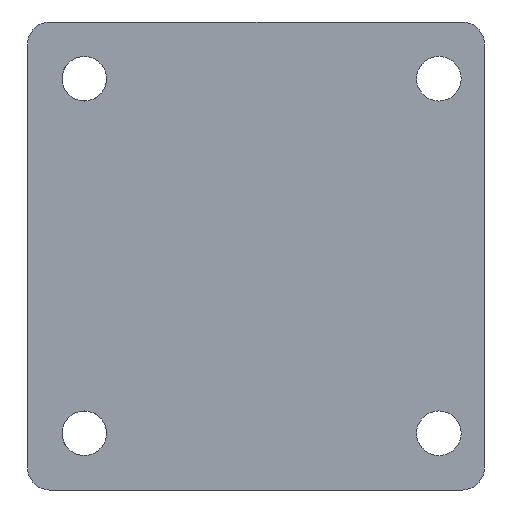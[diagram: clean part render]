
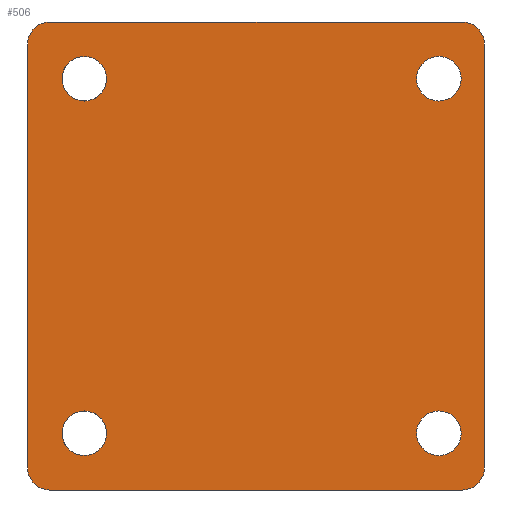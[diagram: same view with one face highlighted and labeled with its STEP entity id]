
A CAD part, front view. The second image highlights one B-rep face of the part: STEP entity #506.
In plain terms, the highlighted planar face has unit normal (0, -1, 0).
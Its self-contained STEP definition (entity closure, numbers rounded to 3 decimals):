
#17=FACE_BOUND('',#105,.T.);
#18=FACE_BOUND('',#106,.T.);
#19=FACE_BOUND('',#107,.T.);
#20=FACE_BOUND('',#108,.T.);
#30=CIRCLE('',#546,2.);
#34=CIRCLE('',#553,2.);
#35=CIRCLE('',#555,2.);
#36=CIRCLE('',#558,2.);
#37=CIRCLE('',#560,2.);
#38=CIRCLE('',#562,2.);
#39=CIRCLE('',#564,2.);
#40=CIRCLE('',#566,2.);
#78=FACE_OUTER_BOUND('',#104,.T.);
#104=EDGE_LOOP('',(#457,#458,#459,#460,#461,#462,#463,#464));
#105=EDGE_LOOP('',(#465));
#106=EDGE_LOOP('',(#466));
#107=EDGE_LOOP('',(#467));
#108=EDGE_LOOP('',(#468));
#136=LINE('',#812,#184);
#143=LINE('',#833,#191);
#155=LINE('',#865,#203);
#156=LINE('',#867,#204);
#184=VECTOR('',#639,10.);
#191=VECTOR('',#664,10.);
#203=VECTOR('',#706,10.);
#204=VECTOR('',#709,10.);
#239=VERTEX_POINT('',#802);
#240=VERTEX_POINT('',#804);
#242=VERTEX_POINT('',#810);
#244=VERTEX_POINT('',#821);
#245=VERTEX_POINT('',#825);
#246=VERTEX_POINT('',#827);
#247=VERTEX_POINT('',#831);
#248=VERTEX_POINT('',#835);
#249=VERTEX_POINT('',#839);
#250=VERTEX_POINT('',#843);
#251=VERTEX_POINT('',#847);
#252=VERTEX_POINT('',#851);
#290=EDGE_CURVE('',#239,#240,#30,.T.);
#294=EDGE_CURVE('',#239,#242,#136,.T.);
#301=EDGE_CURVE('',#244,#242,#34,.T.);
#303=EDGE_CURVE('',#245,#246,#35,.T.);
#306=EDGE_CURVE('',#245,#247,#143,.T.);
#308=EDGE_CURVE('',#248,#247,#36,.T.);
#310=EDGE_CURVE('',#249,#249,#37,.T.);
#312=EDGE_CURVE('',#250,#250,#38,.T.);
#314=EDGE_CURVE('',#251,#251,#39,.T.);
#316=EDGE_CURVE('',#252,#252,#40,.T.);
#323=EDGE_CURVE('',#244,#246,#155,.T.);
#324=EDGE_CURVE('',#248,#240,#156,.T.);
#457=ORIENTED_EDGE('',*,*,#290,.F.);
#458=ORIENTED_EDGE('',*,*,#294,.T.);
#459=ORIENTED_EDGE('',*,*,#301,.F.);
#460=ORIENTED_EDGE('',*,*,#323,.T.);
#461=ORIENTED_EDGE('',*,*,#303,.F.);
#462=ORIENTED_EDGE('',*,*,#306,.T.);
#463=ORIENTED_EDGE('',*,*,#308,.F.);
#464=ORIENTED_EDGE('',*,*,#324,.T.);
#465=ORIENTED_EDGE('',*,*,#310,.T.);
#466=ORIENTED_EDGE('',*,*,#312,.T.);
#467=ORIENTED_EDGE('',*,*,#314,.T.);
#468=ORIENTED_EDGE('',*,*,#316,.T.);
#482=PLANE('',#573);
#506=ADVANCED_FACE('',(#78,#17,#18,#19,#20),#482,.T.);
#546=AXIS2_PLACEMENT_3D('',#805,#632,#633);
#553=AXIS2_PLACEMENT_3D('',#823,#653,#654);
#555=AXIS2_PLACEMENT_3D('',#828,#658,#659);
#558=AXIS2_PLACEMENT_3D('',#837,#668,#669);
#560=AXIS2_PLACEMENT_3D('',#841,#673,#674);
#562=AXIS2_PLACEMENT_3D('',#845,#678,#679);
#564=AXIS2_PLACEMENT_3D('',#849,#683,#684);
#566=AXIS2_PLACEMENT_3D('',#853,#688,#689);
#573=AXIS2_PLACEMENT_3D('',#868,#710,#711);
#632=DIRECTION('center_axis',(0.,1.,0.));
#633=DIRECTION('ref_axis',(-0.707,0.,0.707));
#639=DIRECTION('',(0.,0.,-1.));
#653=DIRECTION('center_axis',(0.,1.,0.));
#654=DIRECTION('ref_axis',(-0.707,0.,-0.707));
#658=DIRECTION('center_axis',(0.,1.,0.));
#659=DIRECTION('ref_axis',(0.707,0.,-0.707));
#664=DIRECTION('',(0.,0.,1.));
#668=DIRECTION('center_axis',(0.,1.,0.));
#669=DIRECTION('ref_axis',(0.707,0.,0.707));
#673=DIRECTION('center_axis',(0.,1.,0.));
#674=DIRECTION('ref_axis',(-1.,0.,0.));
#678=DIRECTION('center_axis',(0.,1.,0.));
#679=DIRECTION('ref_axis',(-1.,0.,0.));
#683=DIRECTION('center_axis',(0.,1.,0.));
#684=DIRECTION('ref_axis',(-1.,0.,0.));
#688=DIRECTION('center_axis',(0.,1.,0.));
#689=DIRECTION('ref_axis',(-1.,0.,0.));
#706=DIRECTION('',(1.,0.,0.));
#709=DIRECTION('',(-1.,0.,0.));
#710=DIRECTION('center_axis',(0.,-1.,0.));
#711=DIRECTION('ref_axis',(0.,0.,-1.));
#802=CARTESIAN_POINT('',(-30.,-1.,0.));
#804=CARTESIAN_POINT('',(-28.,-1.,2.));
#805=CARTESIAN_POINT('Origin',(-28.,-1.,0.));
#810=CARTESIAN_POINT('',(-30.,-1.,-38.));
#812=CARTESIAN_POINT('',(-30.,-1.,2.));
#821=CARTESIAN_POINT('',(-28.,-1.,-40.));
#823=CARTESIAN_POINT('Origin',(-28.,-1.,-38.));
#825=CARTESIAN_POINT('',(11.,-1.,-38.));
#827=CARTESIAN_POINT('',(9.,-1.,-40.));
#828=CARTESIAN_POINT('Origin',(9.,-1.,-38.));
#831=CARTESIAN_POINT('',(11.,-1.,0.));
#833=CARTESIAN_POINT('',(11.,-1.,-40.));
#835=CARTESIAN_POINT('',(9.,-1.,2.));
#837=CARTESIAN_POINT('Origin',(9.,-1.,0.));
#839=CARTESIAN_POINT('',(-22.91,-1.,-3.09));
#841=CARTESIAN_POINT('Origin',(-24.91,-1.,-3.09));
#843=CARTESIAN_POINT('',(-22.91,-1.,-34.91));
#845=CARTESIAN_POINT('Origin',(-24.91,-1.,-34.91));
#847=CARTESIAN_POINT('',(8.91,-1.,-34.91));
#849=CARTESIAN_POINT('Origin',(6.91,-1.,-34.91));
#851=CARTESIAN_POINT('',(8.91,-1.,-3.09));
#853=CARTESIAN_POINT('Origin',(6.91,-1.,-3.09));
#865=CARTESIAN_POINT('',(-30.,-1.,-40.));
#867=CARTESIAN_POINT('',(11.,-1.,2.));
#868=CARTESIAN_POINT('Origin',(-9.5,-1.,-19.));
